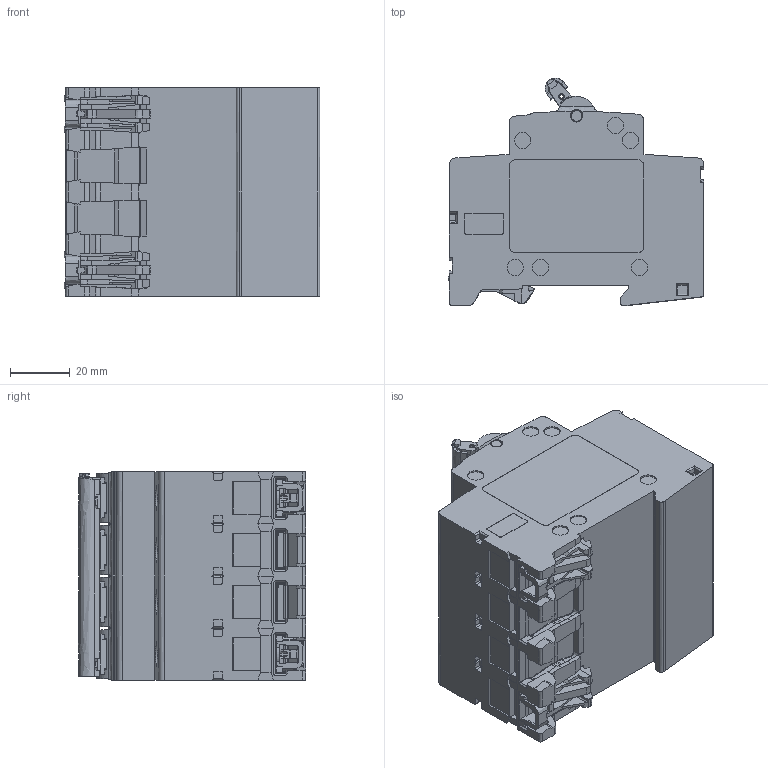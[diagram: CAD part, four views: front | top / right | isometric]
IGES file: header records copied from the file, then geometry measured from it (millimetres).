
Start section:  PTC IGES file: 2cde284001.igs
Global section: file name: 2cde284001.igs; native system: Creo Elements/Pro by Parametric Technology Corporation; preprocessor: 2011310; author: DEU121941; organization: Unknown; date: 20140103.125007; units: millimetre
Bounding box: 85.4 x 75.87 x 69.6 mm (x, y, z)
Volume: 310892.9 mm3; surface area: 50166.9 mm2
Topology: 1 solids, 14 shells, 2580 faces, 6986 edges, 4480 vertices
Faces by surface type: bspline 2580
